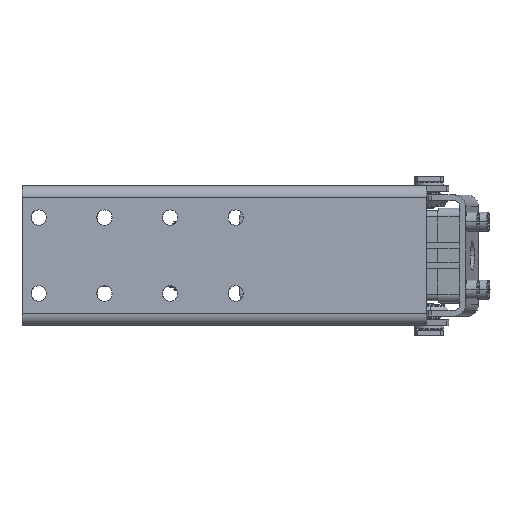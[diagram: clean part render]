
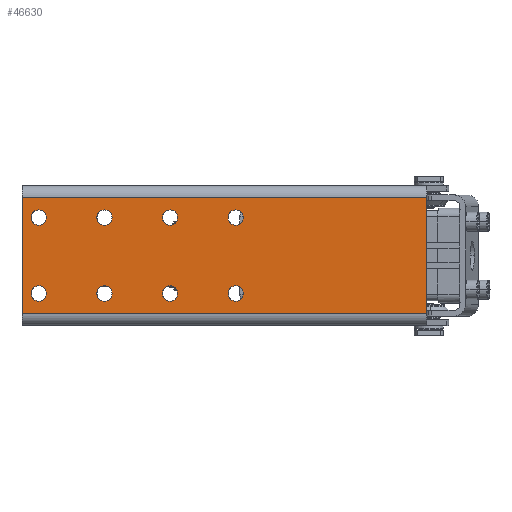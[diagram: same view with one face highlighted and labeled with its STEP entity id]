
A CAD part, top view. The second image highlights one B-rep face of the part: STEP entity #46630.
In plain terms, the highlighted planar face has unit normal (-0.019, 0, 1).
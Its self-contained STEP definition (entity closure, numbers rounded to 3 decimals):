
#6324=CARTESIAN_POINT('',(98.523,188.429,161.387));
#6325=VERTEX_POINT('',#6324);
#6334=CARTESIAN_POINT('',(98.523,177.929,161.387));
#6335=VERTEX_POINT('',#6334);
#6336=CARTESIAN_POINT('',(98.523,183.179,161.387));
#6337=DIRECTION('',(0.019,0.,-1.));
#6338=DIRECTION('',(0.,1.0,0.));
#6339=AXIS2_PLACEMENT_3D('',#6336,#6337,#6338);
#6340=CIRCLE('',#6339,5.25);
#6341=EDGE_CURVE('',#6335,#6325,#6340,.T.);
#6396=CARTESIAN_POINT('',(98.523,240.429,161.387));
#6397=VERTEX_POINT('',#6396);
#6406=CARTESIAN_POINT('',(98.523,229.929,161.387));
#6407=VERTEX_POINT('',#6406);
#6408=CARTESIAN_POINT('',(98.523,235.179,161.387));
#6409=DIRECTION('',(0.019,0.,-1.));
#6410=DIRECTION('',(0.,1.0,0.));
#6411=AXIS2_PLACEMENT_3D('',#6408,#6409,#6410);
#6412=CIRCLE('',#6411,5.25);
#6413=EDGE_CURVE('',#6407,#6397,#6412,.T.);
#6468=CARTESIAN_POINT('',(143.515,188.429,162.246));
#6469=VERTEX_POINT('',#6468);
#6478=CARTESIAN_POINT('',(143.515,177.929,162.246));
#6479=VERTEX_POINT('',#6478);
#6480=CARTESIAN_POINT('',(143.515,183.179,162.246));
#6481=DIRECTION('',(0.019,0.,-1.));
#6482=DIRECTION('',(0.,1.0,0.));
#6483=AXIS2_PLACEMENT_3D('',#6480,#6481,#6482);
#6484=CIRCLE('',#6483,5.25);
#6485=EDGE_CURVE('',#6479,#6469,#6484,.T.);
#6540=CARTESIAN_POINT('',(143.515,240.429,162.246));
#6541=VERTEX_POINT('',#6540);
#6550=CARTESIAN_POINT('',(143.515,229.929,162.246));
#6551=VERTEX_POINT('',#6550);
#6552=CARTESIAN_POINT('',(143.515,235.179,162.246));
#6553=DIRECTION('',(0.019,0.,-1.));
#6554=DIRECTION('',(0.,1.0,0.));
#6555=AXIS2_PLACEMENT_3D('',#6552,#6553,#6554);
#6556=CIRCLE('',#6555,5.25);
#6557=EDGE_CURVE('',#6551,#6541,#6556,.T.);
#6612=CARTESIAN_POINT('',(188.507,188.429,163.104));
#6613=VERTEX_POINT('',#6612);
#6622=CARTESIAN_POINT('',(188.507,177.929,163.104));
#6623=VERTEX_POINT('',#6622);
#6624=CARTESIAN_POINT('',(188.507,183.179,163.104));
#6625=DIRECTION('',(0.019,0.,-1.));
#6626=DIRECTION('',(0.,1.0,0.));
#6627=AXIS2_PLACEMENT_3D('',#6624,#6625,#6626);
#6628=CIRCLE('',#6627,5.25);
#6629=EDGE_CURVE('',#6623,#6613,#6628,.T.);
#6675=CARTESIAN_POINT('',(188.507,240.429,163.104));
#6676=VERTEX_POINT('',#6675);
#6685=CARTESIAN_POINT('',(188.507,229.929,163.104));
#6686=VERTEX_POINT('',#6685);
#6687=CARTESIAN_POINT('',(188.507,235.179,163.104));
#6688=DIRECTION('',(0.019,0.,-1.));
#6689=DIRECTION('',(0.,1.0,0.));
#6690=AXIS2_PLACEMENT_3D('',#6687,#6688,#6689);
#6691=CIRCLE('',#6690,5.25);
#6692=EDGE_CURVE('',#6686,#6676,#6691,.T.);
#6738=CARTESIAN_POINT('',(233.499,188.429,163.963));
#6739=VERTEX_POINT('',#6738);
#6748=CARTESIAN_POINT('',(233.499,177.929,163.963));
#6749=VERTEX_POINT('',#6748);
#6750=CARTESIAN_POINT('',(233.499,183.179,163.963));
#6751=DIRECTION('',(0.019,0.,-1.));
#6752=DIRECTION('',(0.,1.0,0.));
#6753=AXIS2_PLACEMENT_3D('',#6750,#6751,#6752);
#6754=CIRCLE('',#6753,5.25);
#6755=EDGE_CURVE('',#6749,#6739,#6754,.T.);
#6801=CARTESIAN_POINT('',(233.499,240.429,163.963));
#6802=VERTEX_POINT('',#6801);
#6811=CARTESIAN_POINT('',(233.499,229.929,163.963));
#6812=VERTEX_POINT('',#6811);
#6813=CARTESIAN_POINT('',(233.499,235.179,163.963));
#6814=DIRECTION('',(0.019,0.,-1.));
#6815=DIRECTION('',(0.,1.0,0.));
#6816=AXIS2_PLACEMENT_3D('',#6813,#6814,#6815);
#6817=CIRCLE('',#6816,5.25);
#6818=EDGE_CURVE('',#6812,#6802,#6817,.T.);
#45919=CARTESIAN_POINT('',(364.225,249.179,166.457));
#45920=VERTEX_POINT('',#45919);
#45928=CARTESIAN_POINT('',(364.225,169.179,166.457));
#45929=VERTEX_POINT('',#45928);
#45930=CARTESIAN_POINT('',(364.225,169.179,166.457));
#45931=DIRECTION('',(0.,1.0,0.));
#45932=VECTOR('',#45931,80.);
#45933=LINE('',#45930,#45932);
#45934=EDGE_CURVE('',#45929,#45920,#45933,.T.);
#45986=CARTESIAN_POINT('',(87.025,249.179,161.168));
#45987=VERTEX_POINT('',#45986);
#45995=CARTESIAN_POINT('',(364.225,249.179,166.457));
#45996=DIRECTION('',(-1.,0.,-0.019));
#45997=VECTOR('',#45996,277.251);
#45998=LINE('',#45995,#45997);
#45999=EDGE_CURVE('',#45920,#45987,#45998,.T.);
#46288=CARTESIAN_POINT('',(233.499,235.179,163.963));
#46289=DIRECTION('',(0.019,0.,-1.));
#46290=DIRECTION('',(0.,1.0,0.));
#46291=AXIS2_PLACEMENT_3D('',#46288,#46289,#46290);
#46292=CIRCLE('',#46291,5.25);
#46293=EDGE_CURVE('',#6802,#6812,#46292,.T.);
#46327=CARTESIAN_POINT('',(233.499,183.179,163.963));
#46328=DIRECTION('',(0.019,0.,-1.));
#46329=DIRECTION('',(0.,1.0,0.));
#46330=AXIS2_PLACEMENT_3D('',#46327,#46328,#46329);
#46331=CIRCLE('',#46330,5.25);
#46332=EDGE_CURVE('',#6739,#6749,#46331,.T.);
#46366=CARTESIAN_POINT('',(188.507,235.179,163.104));
#46367=DIRECTION('',(0.019,0.,-1.));
#46368=DIRECTION('',(0.,1.0,0.));
#46369=AXIS2_PLACEMENT_3D('',#46366,#46367,#46368);
#46370=CIRCLE('',#46369,5.25);
#46371=EDGE_CURVE('',#6676,#6686,#46370,.T.);
#46405=CARTESIAN_POINT('',(188.507,183.179,163.104));
#46406=DIRECTION('',(0.019,0.,-1.));
#46407=DIRECTION('',(0.,1.0,0.));
#46408=AXIS2_PLACEMENT_3D('',#46405,#46406,#46407);
#46409=CIRCLE('',#46408,5.25);
#46410=EDGE_CURVE('',#6613,#6623,#46409,.T.);
#46445=CARTESIAN_POINT('',(143.515,235.179,162.246));
#46446=DIRECTION('',(0.019,0.,-1.));
#46447=DIRECTION('',(0.,1.0,0.));
#46448=AXIS2_PLACEMENT_3D('',#46445,#46446,#46447);
#46449=CIRCLE('',#46448,5.25);
#46450=EDGE_CURVE('',#6541,#6551,#46449,.T.);
#46485=CARTESIAN_POINT('',(143.515,183.179,162.246));
#46486=DIRECTION('',(0.019,0.,-1.));
#46487=DIRECTION('',(0.,1.0,0.));
#46488=AXIS2_PLACEMENT_3D('',#46485,#46486,#46487);
#46489=CIRCLE('',#46488,5.25);
#46490=EDGE_CURVE('',#6469,#6479,#46489,.T.);
#46525=CARTESIAN_POINT('',(98.523,235.179,161.387));
#46526=DIRECTION('',(0.019,0.,-1.));
#46527=DIRECTION('',(0.,1.0,0.));
#46528=AXIS2_PLACEMENT_3D('',#46525,#46526,#46527);
#46529=CIRCLE('',#46528,5.25);
#46530=EDGE_CURVE('',#6397,#6407,#46529,.T.);
#46565=CARTESIAN_POINT('',(98.523,183.179,161.387));
#46566=DIRECTION('',(0.019,0.,-1.));
#46567=DIRECTION('',(0.,1.0,0.));
#46568=AXIS2_PLACEMENT_3D('',#46565,#46566,#46567);
#46569=CIRCLE('',#46568,5.25);
#46570=EDGE_CURVE('',#6325,#6335,#46569,.T.);
#46575=CARTESIAN_POINT('',(235.998,209.179,164.01));
#46576=DIRECTION('',(0.019,0.,-1.));
#46577=DIRECTION('',(0.,1.0,0.));
#46578=AXIS2_PLACEMENT_3D('',#46575,#46576,#46577);
#46579=PLANE('',#46578);
#46580=ORIENTED_EDGE('',*,*,#45934,.T.);
#46581=ORIENTED_EDGE('',*,*,#45999,.T.);
#46582=CARTESIAN_POINT('',(87.025,169.179,161.168));
#46583=VERTEX_POINT('',#46582);
#46584=CARTESIAN_POINT('',(87.025,169.179,161.168));
#46585=DIRECTION('',(0.,1.0,0.));
#46586=VECTOR('',#46585,80.);
#46587=LINE('',#46584,#46586);
#46588=EDGE_CURVE('',#46583,#45987,#46587,.T.);
#46589=ORIENTED_EDGE('',*,*,#46588,.F.);
#46590=CARTESIAN_POINT('',(87.025,169.179,161.168));
#46591=DIRECTION('',(1.,0.,0.019));
#46592=VECTOR('',#46591,277.251);
#46593=LINE('',#46590,#46592);
#46594=EDGE_CURVE('',#46583,#45929,#46593,.T.);
#46595=ORIENTED_EDGE('',*,*,#46594,.T.);
#46596=EDGE_LOOP('',(#46580,#46581,#46589,#46595));
#46597=FACE_OUTER_BOUND('',#46596,.T.);
#46598=ORIENTED_EDGE('',*,*,#6818,.T.);
#46599=ORIENTED_EDGE('',*,*,#46293,.T.);
#46600=EDGE_LOOP('',(#46598,#46599));
#46601=FACE_BOUND('',#46600,.T.);
#46602=ORIENTED_EDGE('',*,*,#6755,.T.);
#46603=ORIENTED_EDGE('',*,*,#46332,.T.);
#46604=EDGE_LOOP('',(#46602,#46603));
#46605=FACE_BOUND('',#46604,.T.);
#46606=ORIENTED_EDGE('',*,*,#6692,.T.);
#46607=ORIENTED_EDGE('',*,*,#46371,.T.);
#46608=EDGE_LOOP('',(#46606,#46607));
#46609=FACE_BOUND('',#46608,.T.);
#46610=ORIENTED_EDGE('',*,*,#6629,.T.);
#46611=ORIENTED_EDGE('',*,*,#46410,.T.);
#46612=EDGE_LOOP('',(#46610,#46611));
#46613=FACE_BOUND('',#46612,.T.);
#46614=ORIENTED_EDGE('',*,*,#6557,.T.);
#46615=ORIENTED_EDGE('',*,*,#46450,.T.);
#46616=EDGE_LOOP('',(#46614,#46615));
#46617=FACE_BOUND('',#46616,.T.);
#46618=ORIENTED_EDGE('',*,*,#6485,.T.);
#46619=ORIENTED_EDGE('',*,*,#46490,.T.);
#46620=EDGE_LOOP('',(#46618,#46619));
#46621=FACE_BOUND('',#46620,.T.);
#46622=ORIENTED_EDGE('',*,*,#6413,.T.);
#46623=ORIENTED_EDGE('',*,*,#46530,.T.);
#46624=EDGE_LOOP('',(#46622,#46623));
#46625=FACE_BOUND('',#46624,.T.);
#46626=ORIENTED_EDGE('',*,*,#6341,.T.);
#46627=ORIENTED_EDGE('',*,*,#46570,.T.);
#46628=EDGE_LOOP('',(#46626,#46627));
#46629=FACE_BOUND('',#46628,.T.);
#46630=ADVANCED_FACE('',(#46597,#46601,#46605,#46609,#46613,#46617,#46621,#46625,#46629),#46579,.F.);
